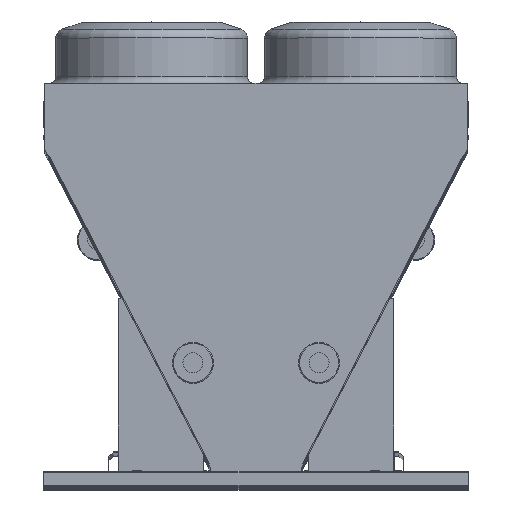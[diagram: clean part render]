
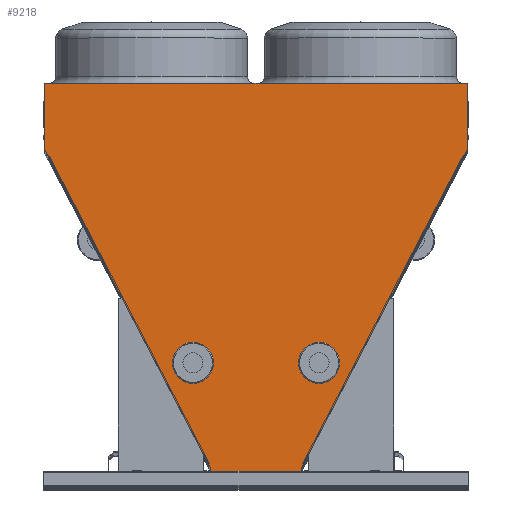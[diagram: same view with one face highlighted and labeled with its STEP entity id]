
A CAD part, top view. The second image highlights one B-rep face of the part: STEP entity #9218.
In plain terms, the highlighted planar face has unit normal (0, 0, 1).
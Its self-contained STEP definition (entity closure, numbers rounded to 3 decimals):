
#757 = VECTOR ( 'NONE', #44162, 1000. ) ;
#759 = CARTESIAN_POINT ( 'NONE',  ( 1136.15, 2083.62, 0. ) ) ;
#796 = ORIENTED_EDGE ( 'NONE', *, *, #50536, .T. ) ;
#1244 = EDGE_CURVE ( 'NONE', #50654, #20150, #40889, .T. ) ;
#1360 = ORIENTED_EDGE ( 'NONE', *, *, #18360, .T. ) ;
#1592 = ORIENTED_EDGE ( 'NONE', *, *, #44958, .T. ) ;
#1716 = VERTEX_POINT ( 'NONE', #13663 ) ;
#2200 = CARTESIAN_POINT ( 'NONE',  ( -1127.739, 1711.053, 0. ) ) ;
#2366 = ORIENTED_EDGE ( 'NONE', *, *, #27715, .T. ) ;
#3064 = VECTOR ( 'NONE', #11089, 1000. ) ;
#4069 = DIRECTION ( 'NONE',  ( -1., 0., 0. ) ) ;
#4978 = CARTESIAN_POINT ( 'NONE',  ( 246.893, 17.358, 0. ) ) ;
#5199 = EDGE_CURVE ( 'NONE', #35178, #32170, #42473, .T. ) ;
#6222 = DIRECTION ( 'NONE',  ( 0.887, 0.462, 0. ) ) ;
#6320 = CARTESIAN_POINT ( 'NONE',  ( 246.893, 1.482, 0. ) ) ;
#7248 = CARTESIAN_POINT ( 'NONE',  ( -1127.739, 1711.053, 0. ) ) ;
#7381 = LINE ( 'NONE', #31744, #18921 ) ;
#7695 = ORIENTED_EDGE ( 'NONE', *, *, #9024, .T. ) ;
#7840 = EDGE_CURVE ( 'NONE', #32170, #10774, #34404, .T. ) ;
#7850 = VECTOR ( 'NONE', #50820, 1000. ) ;
#7937 = VECTOR ( 'NONE', #34488, 1000. ) ;
#7971 = CARTESIAN_POINT ( 'NONE',  ( -1136.282, 2083.62, 0. ) ) ;
#8207 = LINE ( 'NONE', #14841, #19734 ) ;
#8565 = CARTESIAN_POINT ( 'NONE',  ( 245.39, 20.232, 0. ) ) ;
#9024 = EDGE_CURVE ( 'NONE', #43496, #11291, #19375, .T. ) ;
#9218 = ADVANCED_FACE ( 'NONE', ( #30194 ), #30591, .F. ) ;
#9227 = VECTOR ( 'NONE', #16653, 1000. ) ;
#9898 = CARTESIAN_POINT ( 'NONE',  ( 1136.15, 2083.62, 0. ) ) ;
#9958 = DIRECTION ( 'NONE',  ( 0., 1., 0. ) ) ;
#10774 = VERTEX_POINT ( 'NONE', #29226 ) ;
#11089 = DIRECTION ( 'NONE',  ( 0., 1., 0. ) ) ;
#11163 = CARTESIAN_POINT ( 'NONE',  ( 279.893, 0., 0. ) ) ;
#11291 = VERTEX_POINT ( 'NONE', #28596 ) ;
#11855 = CARTESIAN_POINT ( 'NONE',  ( 1127.607, 1711.053, 0. ) ) ;
#12612 = CARTESIAN_POINT ( 'NONE',  ( -1136.282, 2083.62, 0. ) ) ;
#12849 = CARTESIAN_POINT ( 'NONE',  ( -246.893, 1.482, 0. ) ) ;
#13663 = CARTESIAN_POINT ( 'NONE',  ( -1126.246, 1711.83, 0. ) ) ;
#13668 = LINE ( 'NONE', #31143, #757 ) ;
#14841 = CARTESIAN_POINT ( 'NONE',  ( -246.893, 17.358, 0. ) ) ;
#15669 = CARTESIAN_POINT ( 'NONE',  ( -279.893, 0., 0. ) ) ;
#16653 = DIRECTION ( 'NONE',  ( 0.462, -0.887, 0. ) ) ;
#17094 = ORIENTED_EDGE ( 'NONE', *, *, #5199, .T. ) ;
#18360 = EDGE_CURVE ( 'NONE', #53394, #50654, #30006, .T. ) ;
#18637 = VERTEX_POINT ( 'NONE', #11163 ) ;
#18819 = ORIENTED_EDGE ( 'NONE', *, *, #1244, .T. ) ;
#18921 = VECTOR ( 'NONE', #9958, 1000. ) ;
#18956 = DIRECTION ( 'NONE',  ( -0.461, -0.887, 0. ) ) ;
#19375 = LINE ( 'NONE', #11855, #7850 ) ;
#19583 = ORIENTED_EDGE ( 'NONE', *, *, #40526, .T. ) ;
#19734 = VECTOR ( 'NONE', #18956, 1000. ) ;
#20150 = VERTEX_POINT ( 'NONE', #29142 ) ;
#20798 = CARTESIAN_POINT ( 'NONE',  ( 1126.218, 1711.776, 0. ) ) ;
#20825 = LINE ( 'NONE', #2200, #43839 ) ;
#20981 = CARTESIAN_POINT ( 'NONE',  ( -245.403, 20.223, 0. ) ) ;
#21314 = CARTESIAN_POINT ( 'NONE',  ( 279.893, 1.482, 0. ) ) ;
#21533 = VECTOR ( 'NONE', #29035, 1000. ) ;
#22054 = ORIENTED_EDGE ( 'NONE', *, *, #45507, .T. ) ;
#25098 = EDGE_CURVE ( 'NONE', #27477, #43496, #33827, .T. ) ;
#25375 = ORIENTED_EDGE ( 'NONE', *, *, #7840, .T. ) ;
#25883 = DIRECTION ( 'NONE',  ( -1., 0., 0. ) ) ;
#26243 = CARTESIAN_POINT ( 'NONE',  ( 0., 0., 0. ) ) ;
#26441 = ORIENTED_EDGE ( 'NONE', *, *, #34783, .T. ) ;
#26839 = VERTEX_POINT ( 'NONE', #29090 ) ;
#27477 = VERTEX_POINT ( 'NONE', #8565 ) ;
#27635 = VERTEX_POINT ( 'NONE', #9898 ) ;
#27715 = EDGE_CURVE ( 'NONE', #26839, #53394, #8207, .T. ) ;
#27972 = VERTEX_POINT ( 'NONE', #15669 ) ;
#28473 = EDGE_LOOP ( 'NONE', ( #17094, #25375, #29571, #50827, #2366, #1360, #18819, #796, #26441, #19583, #48647, #1592, #55696, #55619, #7695, #22054, #34532, #52459 ) ) ;
#28596 = CARTESIAN_POINT ( 'NONE',  ( 1127.607, 1711.053, 0. ) ) ;
#28661 = VECTOR ( 'NONE', #42368, 1000. ) ;
#28882 = EDGE_CURVE ( 'NONE', #39845, #27635, #44653, .T. ) ;
#29029 = LINE ( 'NONE', #44122, #39157 ) ;
#29035 = DIRECTION ( 'NONE',  ( 0.462, -0.887, 0. ) ) ;
#29090 = CARTESIAN_POINT ( 'NONE',  ( -245.403, 20.223, 0. ) ) ;
#29142 = CARTESIAN_POINT ( 'NONE',  ( -279.893, 1.482, 0. ) ) ;
#29226 = CARTESIAN_POINT ( 'NONE',  ( -1127.739, 1711.053, 0. ) ) ;
#29571 = ORIENTED_EDGE ( 'NONE', *, *, #37939, .T. ) ;
#30006 = LINE ( 'NONE', #48078, #31390 ) ;
#30098 = VERTEX_POINT ( 'NONE', #6320 ) ;
#30194 = FACE_OUTER_BOUND ( 'NONE', #28473, .T. ) ;
#30591 = PLANE ( 'NONE',  #40731 ) ;
#30998 = VERTEX_POINT ( 'NONE', #31794 ) ;
#31143 = CARTESIAN_POINT ( 'NONE',  ( 279.893, 0., 0. ) ) ;
#31248 = CARTESIAN_POINT ( 'NONE',  ( 1136.15, 1727.462, 0. ) ) ;
#31390 = VECTOR ( 'NONE', #35214, 1000. ) ;
#31675 = LINE ( 'NONE', #21314, #53297 ) ;
#31744 = CARTESIAN_POINT ( 'NONE',  ( 246.893, 17.358, 0. ) ) ;
#31794 = CARTESIAN_POINT ( 'NONE',  ( 246.893, 17.358, 0. ) ) ;
#32170 = VERTEX_POINT ( 'NONE', #40703 ) ;
#32263 = LINE ( 'NONE', #20981, #9227 ) ;
#33827 = LINE ( 'NONE', #48254, #55486 ) ;
#33850 = CARTESIAN_POINT ( 'NONE',  ( -279.893, 0., 0. ) ) ;
#34404 = LINE ( 'NONE', #7248, #21533 ) ;
#34488 = DIRECTION ( 'NONE',  ( 0., -1., 0. ) ) ;
#34532 = ORIENTED_EDGE ( 'NONE', *, *, #28882, .T. ) ;
#34783 = EDGE_CURVE ( 'NONE', #27972, #18637, #13668, .T. ) ;
#34899 = DIRECTION ( 'NONE',  ( -1., 0., 0. ) ) ;
#35178 = VERTEX_POINT ( 'NONE', #7971 ) ;
#35214 = DIRECTION ( 'NONE',  ( 0., -1., 0. ) ) ;
#35274 = DIRECTION ( 'NONE',  ( -0.463, 0.886, 0. ) ) ;
#36108 = LINE ( 'NONE', #33850, #28661 ) ;
#36997 = CARTESIAN_POINT ( 'NONE',  ( 279.893, 0., 0. ) ) ;
#37939 = EDGE_CURVE ( 'NONE', #10774, #1716, #20825, .T. ) ;
#38208 = EDGE_CURVE ( 'NONE', #43758, #30098, #31675, .T. ) ;
#38827 = CARTESIAN_POINT ( 'NONE',  ( -1136.282, 1727.462, 0. ) ) ;
#39157 = VECTOR ( 'NONE', #44307, 1000. ) ;
#39845 = VERTEX_POINT ( 'NONE', #31248 ) ;
#40526 = EDGE_CURVE ( 'NONE', #18637, #43758, #45066, .T. ) ;
#40703 = CARTESIAN_POINT ( 'NONE',  ( -1136.282, 1727.462, 0. ) ) ;
#40731 = AXIS2_PLACEMENT_3D ( 'NONE', #26243, #47785, #34899 ) ;
#40889 = LINE ( 'NONE', #47437, #52400 ) ;
#42282 = LINE ( 'NONE', #4978, #52433 ) ;
#42368 = DIRECTION ( 'NONE',  ( 0., -1., 0. ) ) ;
#42473 = LINE ( 'NONE', #38827, #7937 ) ;
#43192 = VECTOR ( 'NONE', #4069, 1000. ) ;
#43289 = VECTOR ( 'NONE', #48271, 1000. ) ;
#43496 = VERTEX_POINT ( 'NONE', #20798 ) ;
#43758 = VERTEX_POINT ( 'NONE', #49148 ) ;
#43839 = VECTOR ( 'NONE', #6222, 1000. ) ;
#44122 = CARTESIAN_POINT ( 'NONE',  ( 1127.607, 1711.053, 0. ) ) ;
#44162 = DIRECTION ( 'NONE',  ( 1., 0., 0. ) ) ;
#44307 = DIRECTION ( 'NONE',  ( 0.462, 0.887, 0. ) ) ;
#44653 = LINE ( 'NONE', #759, #43289 ) ;
#44958 = EDGE_CURVE ( 'NONE', #30098, #30998, #7381, .T. ) ;
#45066 = LINE ( 'NONE', #36997, #3064 ) ;
#45507 = EDGE_CURVE ( 'NONE', #11291, #39845, #29029, .T. ) ;
#46876 = CARTESIAN_POINT ( 'NONE',  ( -246.893, 17.358, 0. ) ) ;
#47437 = CARTESIAN_POINT ( 'NONE',  ( -279.893, 1.482, 0. ) ) ;
#47685 = EDGE_CURVE ( 'NONE', #27635, #35178, #54705, .T. ) ;
#47785 = DIRECTION ( 'NONE',  ( 0., 0., -1. ) ) ;
#48064 = DIRECTION ( 'NONE',  ( 0.462, 0.887, 0. ) ) ;
#48078 = CARTESIAN_POINT ( 'NONE',  ( -246.893, 17.358, 0. ) ) ;
#48254 = CARTESIAN_POINT ( 'NONE',  ( 245.39, 20.232, 0. ) ) ;
#48271 = DIRECTION ( 'NONE',  ( 0., 1., 0. ) ) ;
#48647 = ORIENTED_EDGE ( 'NONE', *, *, #38208, .T. ) ;
#48809 = EDGE_CURVE ( 'NONE', #1716, #26839, #32263, .T. ) ;
#49148 = CARTESIAN_POINT ( 'NONE',  ( 279.893, 1.482, 0. ) ) ;
#49673 = EDGE_CURVE ( 'NONE', #30998, #27477, #42282, .T. ) ;
#50536 = EDGE_CURVE ( 'NONE', #20150, #27972, #36108, .T. ) ;
#50654 = VERTEX_POINT ( 'NONE', #12849 ) ;
#50820 = DIRECTION ( 'NONE',  ( 0.887, -0.462, 0. ) ) ;
#50827 = ORIENTED_EDGE ( 'NONE', *, *, #48809, .T. ) ;
#52400 = VECTOR ( 'NONE', #25883, 1000. ) ;
#52433 = VECTOR ( 'NONE', #35274, 1000. ) ;
#52459 = ORIENTED_EDGE ( 'NONE', *, *, #47685, .T. ) ;
#53297 = VECTOR ( 'NONE', #55935, 1000. ) ;
#53394 = VERTEX_POINT ( 'NONE', #46876 ) ;
#54705 = LINE ( 'NONE', #12612, #43192 ) ;
#55486 = VECTOR ( 'NONE', #48064, 1000. ) ;
#55619 = ORIENTED_EDGE ( 'NONE', *, *, #25098, .T. ) ;
#55696 = ORIENTED_EDGE ( 'NONE', *, *, #49673, .T. ) ;
#55935 = DIRECTION ( 'NONE',  ( -1., 0., 0. ) ) ;
